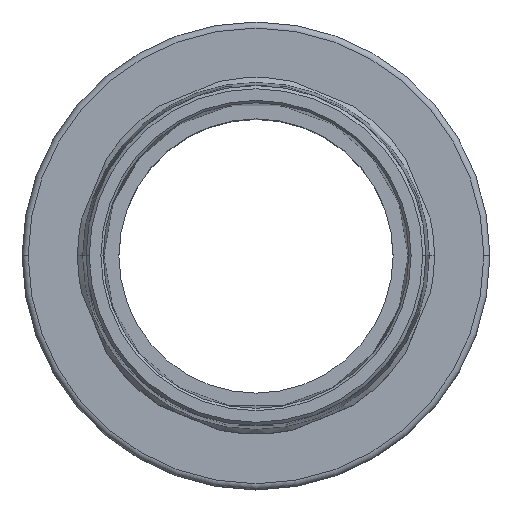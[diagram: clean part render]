
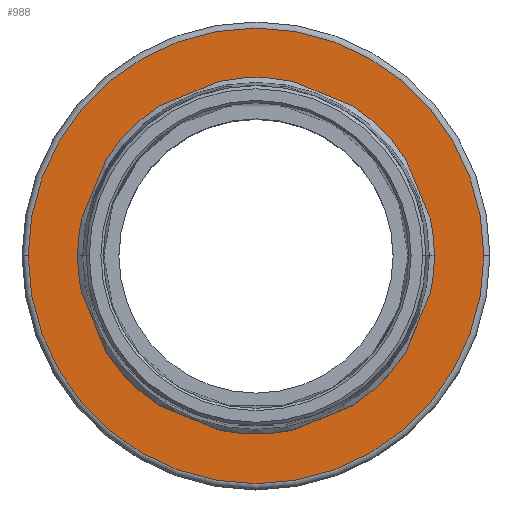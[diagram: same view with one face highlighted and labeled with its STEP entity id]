
A CAD part, top view. The second image highlights one B-rep face of the part: STEP entity #988.
In plain terms, the highlighted planar face has unit normal (0, 0, 1).
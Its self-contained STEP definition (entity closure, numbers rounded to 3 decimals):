
#186=CARTESIAN_POINT('',(0.,0.,32.));
#187=DIRECTION('',(0.,0.,1.));
#188=DIRECTION('',(-1.,0.,0.));
#189=AXIS2_PLACEMENT_3D('',#186,#187,#188);
#191=CARTESIAN_POINT('',(0.,0.,32.));
#192=DIRECTION('',(0.,0.,-1.));
#193=DIRECTION('',(-1.,0.,0.));
#194=AXIS2_PLACEMENT_3D('',#191,#192,#193);
#196=CARTESIAN_POINT('',(0.,0.,32.));
#197=DIRECTION('',(0.,0.,-1.));
#198=DIRECTION('',(-0.546,-0.838,0.));
#199=AXIS2_PLACEMENT_3D('',#196,#197,#198);
#201=DIRECTION('',(-0.924,0.383,0.));
#202=VECTOR('',#201,21.541);
#203=CARTESIAN_POINT('',(-12.054,-57.245,32.));
#204=LINE('',#203,#202);
#205=CARTESIAN_POINT('',(0.,0.,32.));
#206=DIRECTION('',(0.,0.,-1.));
#207=DIRECTION('',(0.206,-0.979,0.));
#208=AXIS2_PLACEMENT_3D('',#205,#206,#207);
#210=DIRECTION('',(-0.924,-0.383,0.));
#211=VECTOR('',#210,21.541);
#212=CARTESIAN_POINT('',(31.955,-49.001,32.));
#213=LINE('',#212,#211);
#214=CARTESIAN_POINT('',(0.,0.,32.));
#215=DIRECTION('',(0.,0.,-1.));
#216=DIRECTION('',(0.838,-0.546,0.));
#217=AXIS2_PLACEMENT_3D('',#214,#215,#216);
#219=DIRECTION('',(-0.383,-0.924,0.));
#220=VECTOR('',#219,21.541);
#221=CARTESIAN_POINT('',(57.245,-12.054,32.));
#222=LINE('',#221,#220);
#223=DIRECTION('',(0.383,-0.924,0.));
#224=VECTOR('',#223,21.541);
#225=CARTESIAN_POINT('',(49.001,31.955,32.));
#226=LINE('',#225,#224);
#227=CARTESIAN_POINT('',(0.,0.,32.));
#228=DIRECTION('',(0.,0.,-1.));
#229=DIRECTION('',(0.546,0.838,0.));
#230=AXIS2_PLACEMENT_3D('',#227,#228,#229);
#232=DIRECTION('',(0.924,-0.383,0.));
#233=VECTOR('',#232,21.541);
#234=CARTESIAN_POINT('',(12.054,57.245,32.));
#235=LINE('',#234,#233);
#236=CARTESIAN_POINT('',(0.,0.,32.));
#237=DIRECTION('',(0.,0.,-1.));
#238=DIRECTION('',(-0.206,0.979,0.));
#239=AXIS2_PLACEMENT_3D('',#236,#237,#238);
#241=DIRECTION('',(0.924,0.383,0.));
#242=VECTOR('',#241,21.541);
#243=CARTESIAN_POINT('',(-31.955,49.001,32.));
#244=LINE('',#243,#242);
#245=CARTESIAN_POINT('',(0.,0.,32.));
#246=DIRECTION('',(0.,0.,-1.));
#247=DIRECTION('',(-0.838,0.546,0.));
#248=AXIS2_PLACEMENT_3D('',#245,#246,#247);
#250=DIRECTION('',(0.383,0.924,0.));
#251=VECTOR('',#250,21.541);
#252=CARTESIAN_POINT('',(-57.245,12.054,32.));
#253=LINE('',#252,#251);
#254=DIRECTION('',(-0.383,0.924,0.));
#255=VECTOR('',#254,21.541);
#256=CARTESIAN_POINT('',(-49.001,-31.955,32.));
#257=LINE('',#256,#255);
#272=CARTESIAN_POINT('',(0.,0.,32.));
#273=DIRECTION('',(0.,0.,-1.));
#274=DIRECTION('',(0.979,0.206,0.));
#275=AXIS2_PLACEMENT_3D('',#272,#273,#274);
#290=CARTESIAN_POINT('',(0.,0.,32.));
#291=DIRECTION('',(0.,0.,-1.));
#292=DIRECTION('',(-0.979,-0.206,0.));
#293=AXIS2_PLACEMENT_3D('',#290,#291,#292);
#521=CARTESIAN_POINT('',(31.955,-49.001,32.));
#522=CARTESIAN_POINT('',(12.054,-57.245,32.));
#523=VERTEX_POINT('',#521);
#524=VERTEX_POINT('',#522);
#525=CARTESIAN_POINT('',(57.245,-12.054,32.));
#526=CARTESIAN_POINT('',(49.001,-31.955,32.));
#527=VERTEX_POINT('',#525);
#528=VERTEX_POINT('',#526);
#529=CARTESIAN_POINT('',(49.001,31.955,32.));
#530=CARTESIAN_POINT('',(57.245,12.054,32.));
#531=VERTEX_POINT('',#529);
#532=VERTEX_POINT('',#530);
#533=CARTESIAN_POINT('',(12.054,57.245,32.));
#534=CARTESIAN_POINT('',(31.955,49.001,32.));
#535=VERTEX_POINT('',#533);
#536=VERTEX_POINT('',#534);
#537=CARTESIAN_POINT('',(-31.955,49.001,32.));
#538=CARTESIAN_POINT('',(-12.054,57.245,32.));
#539=VERTEX_POINT('',#537);
#540=VERTEX_POINT('',#538);
#541=CARTESIAN_POINT('',(-57.245,12.054,32.));
#542=CARTESIAN_POINT('',(-49.001,31.955,32.));
#543=VERTEX_POINT('',#541);
#544=VERTEX_POINT('',#542);
#545=CARTESIAN_POINT('',(-49.001,-31.955,32.));
#546=CARTESIAN_POINT('',(-57.245,-12.054,32.));
#547=VERTEX_POINT('',#545);
#548=VERTEX_POINT('',#546);
#549=CARTESIAN_POINT('',(-12.054,-57.245,32.));
#550=CARTESIAN_POINT('',(-31.955,-49.001,32.));
#551=VERTEX_POINT('',#549);
#552=VERTEX_POINT('',#550);
#625=CARTESIAN_POINT('',(-74.75,0.,32.));
#626=VERTEX_POINT('',#625);
#643=CARTESIAN_POINT('',(74.75,0.,32.));
#644=VERTEX_POINT('',#643);
#945=CARTESIAN_POINT('',(0.,0.,32.));
#946=DIRECTION('',(0.,0.,1.));
#947=DIRECTION('',(1.,0.,0.));
#948=AXIS2_PLACEMENT_3D('',#945,#946,#947);
#949=PLANE('',#948);
#950=ORIENTED_EDGE('',*,*,#924,.F.);
#951=ORIENTED_EDGE('',*,*,#940,.T.);
#952=EDGE_LOOP('',(#950,#951));
#953=FACE_OUTER_BOUND('',#952,.F.);
#955=ORIENTED_EDGE('',*,*,#954,.F.);
#957=ORIENTED_EDGE('',*,*,#956,.F.);
#959=ORIENTED_EDGE('',*,*,#958,.F.);
#961=ORIENTED_EDGE('',*,*,#960,.F.);
#963=ORIENTED_EDGE('',*,*,#962,.F.);
#965=ORIENTED_EDGE('',*,*,#964,.F.);
#967=ORIENTED_EDGE('',*,*,#966,.F.);
#969=ORIENTED_EDGE('',*,*,#968,.F.);
#971=ORIENTED_EDGE('',*,*,#970,.F.);
#973=ORIENTED_EDGE('',*,*,#972,.F.);
#975=ORIENTED_EDGE('',*,*,#974,.F.);
#977=ORIENTED_EDGE('',*,*,#976,.F.);
#979=ORIENTED_EDGE('',*,*,#978,.F.);
#981=ORIENTED_EDGE('',*,*,#980,.F.);
#983=ORIENTED_EDGE('',*,*,#982,.F.);
#985=ORIENTED_EDGE('',*,*,#984,.F.);
#986=EDGE_LOOP('',(#955,#957,#959,#961,#963,#965,#967,#969,#971,#973,#975,#977,
#979,#981,#983,#985));
#987=FACE_BOUND('',#986,.F.);
#988=ADVANCED_FACE('',(#953,#987),#949,.T.);
#190=CIRCLE('',#189,74.75);
#195=CIRCLE('',#194,74.75);
#200=CIRCLE('',#199,58.5);
#209=CIRCLE('',#208,58.5);
#218=CIRCLE('',#217,58.5);
#231=CIRCLE('',#230,58.5);
#240=CIRCLE('',#239,58.5);
#249=CIRCLE('',#248,58.5);
#276=CIRCLE('',#275,58.5);
#294=CIRCLE('',#293,58.5);
#924=EDGE_CURVE('',#626,#644,#190,.T.);
#940=EDGE_CURVE('',#626,#644,#195,.T.);
#954=EDGE_CURVE('',#552,#547,#200,.T.);
#956=EDGE_CURVE('',#551,#552,#204,.T.);
#958=EDGE_CURVE('',#524,#551,#209,.T.);
#960=EDGE_CURVE('',#523,#524,#213,.T.);
#962=EDGE_CURVE('',#528,#523,#218,.T.);
#964=EDGE_CURVE('',#527,#528,#222,.T.);
#966=EDGE_CURVE('',#532,#527,#276,.T.);
#968=EDGE_CURVE('',#531,#532,#226,.T.);
#970=EDGE_CURVE('',#536,#531,#231,.T.);
#972=EDGE_CURVE('',#535,#536,#235,.T.);
#974=EDGE_CURVE('',#540,#535,#240,.T.);
#976=EDGE_CURVE('',#539,#540,#244,.T.);
#978=EDGE_CURVE('',#544,#539,#249,.T.);
#980=EDGE_CURVE('',#543,#544,#253,.T.);
#982=EDGE_CURVE('',#548,#543,#294,.T.);
#984=EDGE_CURVE('',#547,#548,#257,.T.);
